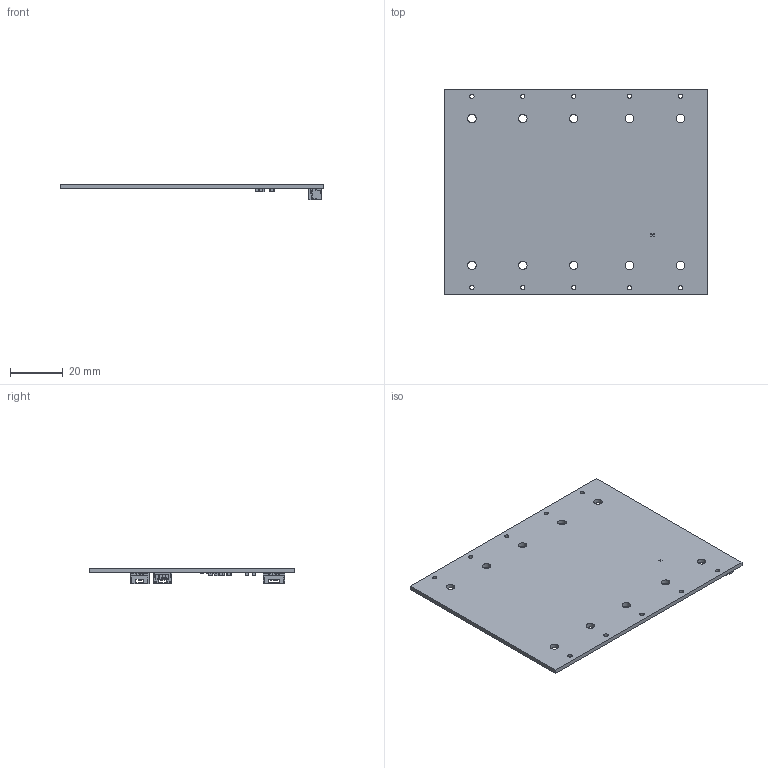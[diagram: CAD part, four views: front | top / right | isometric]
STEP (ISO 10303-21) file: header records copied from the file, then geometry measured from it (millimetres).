
FILE_DESCRIPTION(('KiCad electronic assembly'),'2;1');
FILE_NAME('UST5BATT18650V01.step','2023-03-28T16:47:10',('Pcbnew'),( 'Kicad'),'Open CASCADE STEP processor 7.5','KiCad to STEP converter' ,'Unknown');
FILE_SCHEMA(('AUTOMOTIVE_DESIGN { 1 0 10303 214 1 1 1 1 }'));
Length unit declared in the file: millimetre
Products named in the file (10): UST5BATT18650V01 1; C_0805_2012Metric; SOLID; JST_GH_SM03B-GHS-TB_1x03-1MP_P1.25mm_Horizontal; R_0805_2012Metric; JST_GH_SM04B-GHS-TB_1x04-1MP_P1.25mm_Horizontal; tmp4rpk6z2r PCB
Assembly tree (18 placements, depth 3):
  UST5BATT18650V01 1
    C_0805_2012Metric  x7
      SOLID
    JST_GH_SM03B-GHS-TB_1x03-1MP_P1.25mm_Horizontal  x2
      SOLID
    R_0805_2012Metric  x3
      SOLID
    JST_GH_SM04B-GHS-TB_1x04-1MP_P1.25mm_Horizontal
      SOLID
    tmp4rpk6z2r PCB
Bounding box: 100 x 78 x 5.89 mm (x, y, z)
Volume: 12577.2 mm3; surface area: 17116 mm2
Topology: 14 solids, 14 shells, 852 faces, 2332 edges, 1544 vertices
Faces by surface type: plane 719, cylinder 133
Full cylindrical faces by diameter (mm): 0.3 x5, 1.6 x10, 3.2 x10
Entity records: 34580 total; most frequent: CARTESIAN_POINT 5290, DIRECTION 4871, LINE 3663, VECTOR 3663, ORIENTED_EDGE 2562, PCURVE 2562, DEFINITIONAL_REPRESENTATION 2562, EDGE_CURVE 1281
